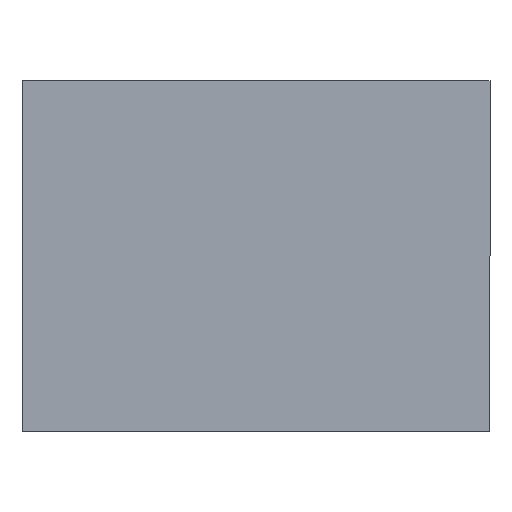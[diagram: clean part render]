
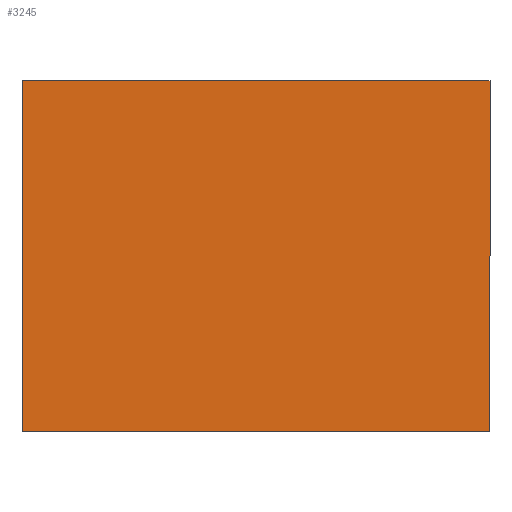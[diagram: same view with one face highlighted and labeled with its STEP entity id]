
A CAD part, front view. The second image highlights one B-rep face of the part: STEP entity #3245.
In plain terms, the highlighted planar face has unit normal (0, -1, 0).
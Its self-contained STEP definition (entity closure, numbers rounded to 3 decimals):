
#91 = DIRECTION ( 'NONE',  ( 1., 0., 0. ) ) ;
#345 = VECTOR ( 'NONE', #2057, 1000. ) ;
#405 = EDGE_LOOP ( 'NONE', ( #795, #2028, #1107, #2158 ) ) ;
#497 = VERTEX_POINT ( 'NONE', #4270 ) ;
#614 = CARTESIAN_POINT ( 'NONE',  ( -1000., 0., -750. ) ) ;
#750 = CARTESIAN_POINT ( 'NONE',  ( -1000., 0., -750. ) ) ;
#795 = ORIENTED_EDGE ( 'NONE', *, *, #3723, .F. ) ;
#1074 = CARTESIAN_POINT ( 'NONE',  ( -1000., 0., -750. ) ) ;
#1107 = ORIENTED_EDGE ( 'NONE', *, *, #2554, .F. ) ;
#1452 = DIRECTION ( 'NONE',  ( -1., 0., 0. ) ) ;
#1462 = VERTEX_POINT ( 'NONE', #614 ) ;
#1699 = CARTESIAN_POINT ( 'NONE',  ( -1000., 0., 750. ) ) ;
#1723 = LINE ( 'NONE', #1699, #1778 ) ;
#1778 = VECTOR ( 'NONE', #91, 1000. ) ;
#1787 = VECTOR ( 'NONE', #2247, 1000. ) ;
#1970 = LINE ( 'NONE', #750, #1787 ) ;
#2028 = ORIENTED_EDGE ( 'NONE', *, *, #2839, .F. ) ;
#2057 = DIRECTION ( 'NONE',  ( 0., 0., -1. ) ) ;
#2158 = ORIENTED_EDGE ( 'NONE', *, *, #3925, .F. ) ;
#2247 = DIRECTION ( 'NONE',  ( 0., 0., 1. ) ) ;
#2363 = CARTESIAN_POINT ( 'NONE',  ( -1000., 0., 750. ) ) ;
#2412 = DIRECTION ( 'NONE',  ( 0., 1., 0. ) ) ;
#2431 = CARTESIAN_POINT ( 'NONE',  ( 0., 0., 0. ) ) ;
#2511 = VECTOR ( 'NONE', #1452, 1000. ) ;
#2554 = EDGE_CURVE ( 'NONE', #1462, #4770, #1970, .T. ) ;
#2574 = LINE ( 'NONE', #1074, #2511 ) ;
#2674 = AXIS2_PLACEMENT_3D ( 'NONE', #2431, #2412, #3161 ) ;
#2807 = FACE_OUTER_BOUND ( 'NONE', #405, .T. ) ;
#2839 = EDGE_CURVE ( 'NONE', #4770, #497, #1723, .T. ) ;
#2860 = CARTESIAN_POINT ( 'NONE',  ( 1000., 0., -750. ) ) ;
#3081 = VERTEX_POINT ( 'NONE', #3401 ) ;
#3147 = PLANE ( 'NONE',  #2674 ) ;
#3161 = DIRECTION ( 'NONE',  ( 0., 0., 1. ) ) ;
#3245 = ADVANCED_FACE ( 'NONE', ( #2807 ), #3147, .F. ) ;
#3401 = CARTESIAN_POINT ( 'NONE',  ( 1000., 0., -750. ) ) ;
#3419 = LINE ( 'NONE', #2860, #345 ) ;
#3723 = EDGE_CURVE ( 'NONE', #497, #3081, #3419, .T. ) ;
#3925 = EDGE_CURVE ( 'NONE', #3081, #1462, #2574, .T. ) ;
#4270 = CARTESIAN_POINT ( 'NONE',  ( 1000., 0., 750. ) ) ;
#4770 = VERTEX_POINT ( 'NONE', #2363 ) ;
